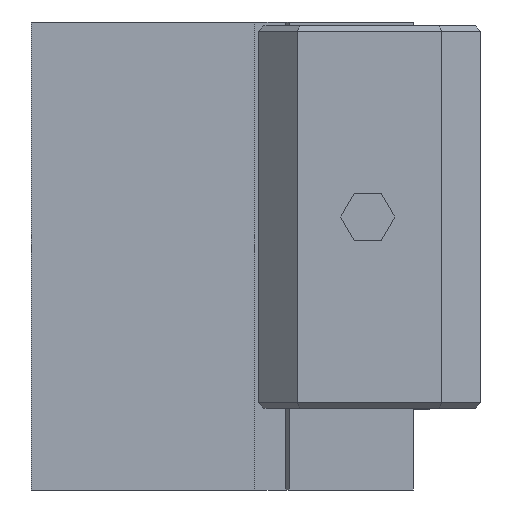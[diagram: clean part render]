
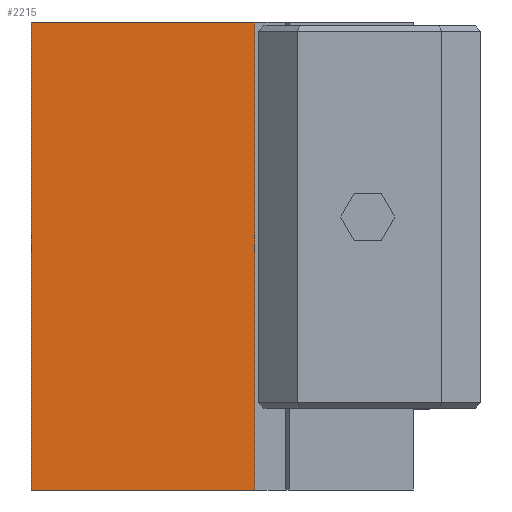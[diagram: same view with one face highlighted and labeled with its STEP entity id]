
A CAD part, left-side view. The second image highlights one B-rep face of the part: STEP entity #2215.
In plain terms, the highlighted planar face has unit normal (-1, 0, 0).
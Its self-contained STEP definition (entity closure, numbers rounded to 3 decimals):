
#116=PLANE('',#2360);
#230=FACE_OUTER_BOUND('',#345,.T.);
#345=EDGE_LOOP('',(#1937,#1938,#1939,#1940));
#613=LINE('',#3444,#895);
#624=LINE('',#3465,#906);
#625=LINE('',#3468,#907);
#626=LINE('',#3469,#908);
#895=VECTOR('',#2845,10.);
#906=VECTOR('',#2868,10.);
#907=VECTOR('',#2871,10.);
#908=VECTOR('',#2872,10.);
#1104=VERTEX_POINT('',#3441);
#1105=VERTEX_POINT('',#3443);
#1109=VERTEX_POINT('',#3463);
#1110=VERTEX_POINT('',#3467);
#1385=EDGE_CURVE('',#1105,#1104,#613,.T.);
#1396=EDGE_CURVE('',#1104,#1109,#624,.T.);
#1397=EDGE_CURVE('',#1109,#1110,#625,.T.);
#1398=EDGE_CURVE('',#1105,#1110,#626,.T.);
#1937=ORIENTED_EDGE('',*,*,#1397,.T.);
#1938=ORIENTED_EDGE('',*,*,#1398,.F.);
#1939=ORIENTED_EDGE('',*,*,#1385,.T.);
#1940=ORIENTED_EDGE('',*,*,#1396,.T.);
#2215=ADVANCED_FACE('',(#230),#116,.T.);
#2360=AXIS2_PLACEMENT_3D('',#3466,#2869,#2870);
#2845=DIRECTION('',(0.,-1.,0.));
#2868=DIRECTION('',(0.,0.,1.));
#2869=DIRECTION('center_axis',(-1.,0.,0.));
#2870=DIRECTION('ref_axis',(0.,0.,1.));
#2871=DIRECTION('',(0.,1.,0.));
#2872=DIRECTION('',(0.,0.,1.));
#3441=CARTESIAN_POINT('',(-62.5,20.36,0.));
#3443=CARTESIAN_POINT('',(-62.5,49.,0.));
#3444=CARTESIAN_POINT('',(-62.5,49.,0.));
#3463=CARTESIAN_POINT('',(-62.5,20.36,60.));
#3465=CARTESIAN_POINT('',(-62.5,20.36,0.));
#3466=CARTESIAN_POINT('Origin',(-62.5,20.36,0.));
#3467=CARTESIAN_POINT('',(-62.5,49.,60.));
#3468=CARTESIAN_POINT('',(-62.5,49.,60.));
#3469=CARTESIAN_POINT('',(-62.5,49.,0.));
